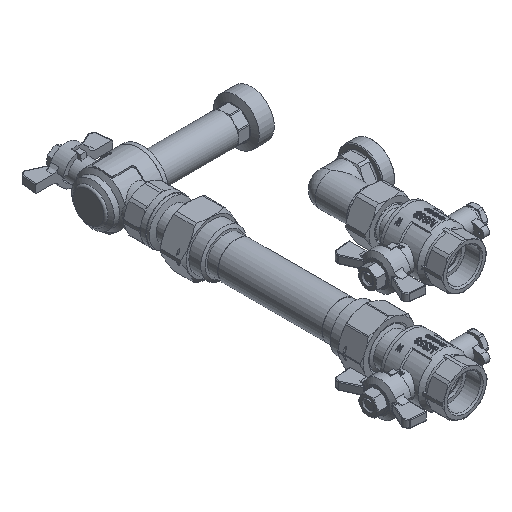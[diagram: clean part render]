
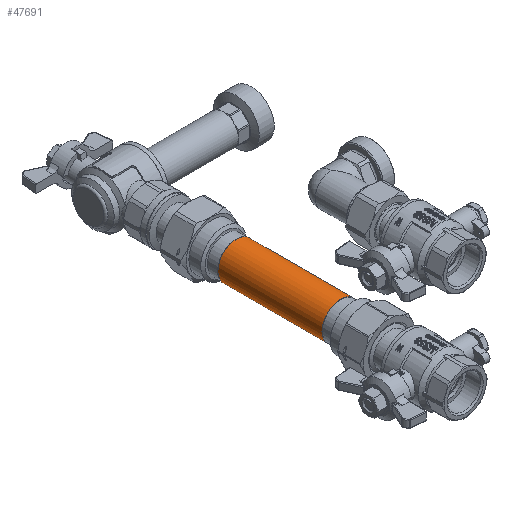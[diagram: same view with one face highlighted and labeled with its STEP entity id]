
A CAD part, isometric view. The second image highlights one B-rep face of the part: STEP entity #47691.
In plain terms, the highlighted cylindrical face has radius 13.45 mm (diameter 26.9 mm), a full revolution.
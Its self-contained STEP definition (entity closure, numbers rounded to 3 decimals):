
#11384=ORIENTED_EDGE('',*,*,#25786,.T.);
#11385=ORIENTED_EDGE('',*,*,#25787,.F.);
#25786=EDGE_CURVE('',#32987,#32987,#37873,.T.);
#25787=EDGE_CURVE('',#32988,#32988,#37874,.T.);
#32987=VERTEX_POINT('',#73628);
#32988=VERTEX_POINT('',#73630);
#37873=CIRCLE('',#50669,13.45);
#37874=CIRCLE('',#50670,13.45);
#39149=EDGE_LOOP('',(#11384));
#39150=EDGE_LOOP('',(#11385));
#42412=FACE_BOUND('',#39149,.T.);
#42413=FACE_BOUND('',#39150,.T.);
#45679=CYLINDRICAL_SURFACE('',#50668,13.45);
#47691=ADVANCED_FACE('',(#42412,#42413),#45679,.T.);
#50668=AXIS2_PLACEMENT_3D('',#73626,#57395,#57396);
#50669=AXIS2_PLACEMENT_3D('',#73627,#57397,#57398);
#50670=AXIS2_PLACEMENT_3D('',#73629,#57399,#57400);
#57395=DIRECTION('',(0.,1.,0.));
#57396=DIRECTION('',(0.,0.,1.));
#57397=DIRECTION('',(0.,1.,0.));
#57398=DIRECTION('',(1.,0.,0.));
#57399=DIRECTION('',(0.,1.,0.));
#57400=DIRECTION('',(0.,0.,-1.));
#73626=CARTESIAN_POINT('',(0.,-55.,0.));
#73627=CARTESIAN_POINT('',(0.,-38.,0.));
#73628=CARTESIAN_POINT('',(13.45,-38.,0.));
#73629=CARTESIAN_POINT('',(0.,38.,0.));
#73630=CARTESIAN_POINT('',(0.,38.,-13.45));
